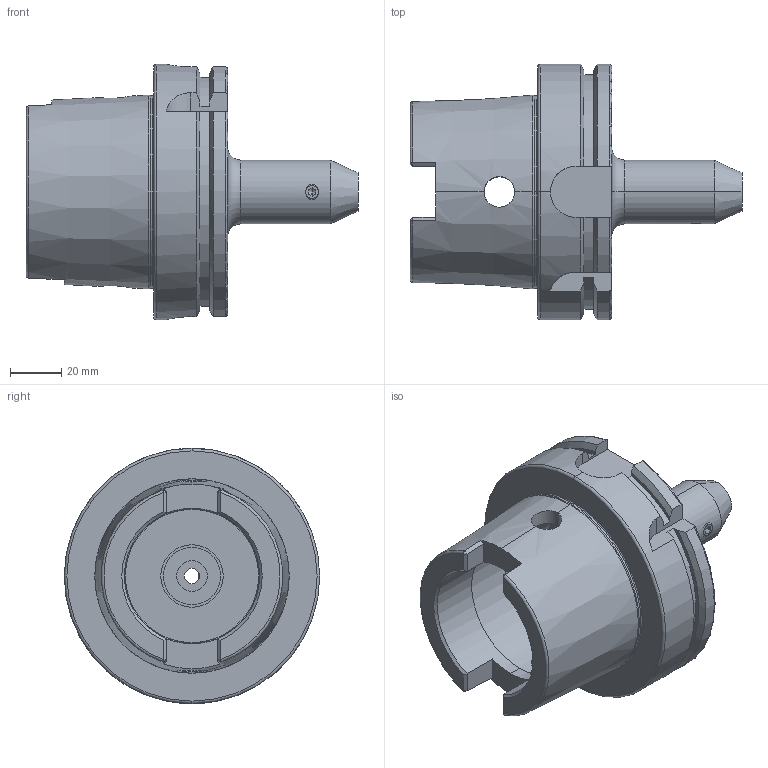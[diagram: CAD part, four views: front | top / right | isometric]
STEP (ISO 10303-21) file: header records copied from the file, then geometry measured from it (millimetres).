
FILE_DESCRIPTION (( 'STEP AP203' ), '1' );
FILE_NAME ('S.A100.0206.80.STEP', '2018-07-13T16:39:16', ( '' ), ( '' ), 'SwSTEP 2.0', 'SolidWorks 2013', '' );
FILE_SCHEMA (( 'CONFIG_CONTROL_DESIGN' ));
Length unit declared in the file: millimetre
Products named in the file (1): S.A100.0206.80
Bounding box: 130 x 100 x 100 mm (x, y, z)
Volume: 274593.8 mm3; surface area: 55000.7 mm2
Topology: 2 solids, 2 shells, 134 faces, 332 edges, 199 vertices
Faces by surface type: plane 43, cylinder 42, cone 24, torus 17, bspline 8
Entity records: 4712 total; most frequent: CARTESIAN_POINT 1543, ORIENTED_EDGE 648, DIRECTION 641, EDGE_CURVE 324, AXIS2_PLACEMENT_3D 253, VERTEX_POINT 199, EDGE_LOOP 147, LINE 135
